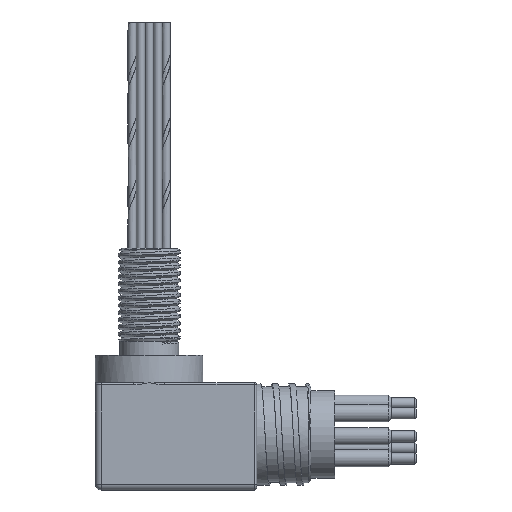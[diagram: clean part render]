
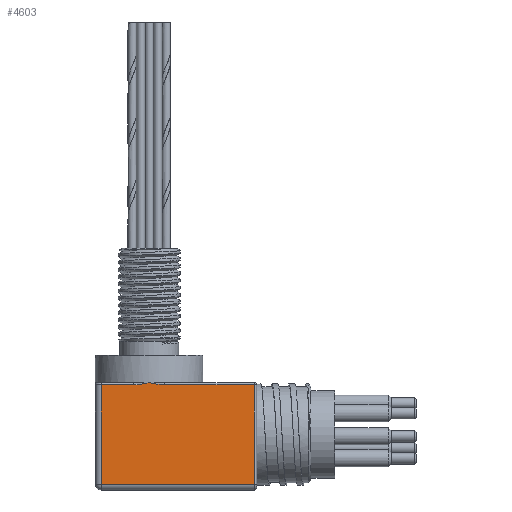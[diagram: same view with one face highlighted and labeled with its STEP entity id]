
A CAD part, front view. The second image highlights one B-rep face of the part: STEP entity #4603.
In plain terms, the highlighted planar face has unit normal (0, -1, 0).
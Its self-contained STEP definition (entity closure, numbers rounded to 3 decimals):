
#381=PLANE($,#4889);
#643=FACE_OUTER_BOUND($,#985,.T.);
#985=EDGE_LOOP($,(#4012,#4013,#4014,#4015,#4016,#4017,#4018));
#1292=LINE($,#11802,#1596);
#1299=LINE($,#11830,#1603);
#1306=LINE($,#11893,#1610);
#1311=LINE($,#12086,#1615);
#1312=LINE($,#12087,#1616);
#1596=VECTOR($,#5649,15.872);
#1603=VECTOR($,#5682,17.6);
#1610=VECTOR($,#5711,5.772);
#1615=VECTOR($,#5746,17.6);
#1616=VECTOR($,#5747,27.1);
#1819=B_SPLINE_CURVE_WITH_KNOTS($,3,(#11867,#11868,#11869,#11870,#11871,
#11872),.UNSPECIFIED.,.F.,.F.,(4,2,4),(-0.001,0.,0.274),
 .UNSPECIFIED.);
#1821=B_SPLINE_CURVE_WITH_KNOTS($,3,(#11956,#11957,#11958,#11959,#11960,
#11961),.UNSPECIFIED.,.F.,.F.,(4,2,4),(0.537,0.811,
0.813),.UNSPECIFIED.);
#2207=VERTEX_POINT($,#11795);
#2209=VERTEX_POINT($,#11800);
#2217=VERTEX_POINT($,#11824);
#2218=VERTEX_POINT($,#11865);
#2223=VERTEX_POINT($,#11883);
#2225=VERTEX_POINT($,#11889);
#2237=VERTEX_POINT($,#12085);
#2794=EDGE_CURVE($,#2209,#2207,#1292,.T.);
#2809=EDGE_CURVE($,#2207,#2217,#1299,.T.);
#2814=EDGE_CURVE($,#2218,#2209,#1819,.T.);
#2824=EDGE_CURVE($,#2223,#2225,#1306,.T.);
#2827=EDGE_CURVE($,#2225,#2218,#1821,.T.);
#2845=EDGE_CURVE($,#2237,#2223,#1311,.T.);
#2846=EDGE_CURVE($,#2217,#2237,#1312,.T.);
#4012=ORIENTED_EDGE($,*,*,#2809,.F.);
#4013=ORIENTED_EDGE($,*,*,#2794,.F.);
#4014=ORIENTED_EDGE($,*,*,#2814,.F.);
#4015=ORIENTED_EDGE($,*,*,#2827,.F.);
#4016=ORIENTED_EDGE($,*,*,#2824,.F.);
#4017=ORIENTED_EDGE($,*,*,#2845,.F.);
#4018=ORIENTED_EDGE($,*,*,#2846,.F.);
#4603=ADVANCED_FACE($,(#643),#381,.T.);
#4889=AXIS2_PLACEMENT_3D($,#12084,#5744,#5745);
#5649=DIRECTION($,(1.,0.,0.));
#5682=DIRECTION($,(0.,0.,-1.));
#5711=DIRECTION($,(1.,0.,0.));
#5744=DIRECTION('center_axis',(0.,-1.,0.));
#5745=DIRECTION('ref_axis',(0.,0.,-1.));
#5746=DIRECTION($,(0.,0.,1.));
#5747=DIRECTION($,(-1.,0.,0.));
#11795=CARTESIAN_POINT('',(18.6,-9.5,-0.4));
#11800=CARTESIAN_POINT('',(2.728,-9.5,-0.4));
#11802=CARTESIAN_POINT($,(-2.375,-9.5,-0.4));
#11824=CARTESIAN_POINT('',(18.6,-9.5,-18.));
#11830=CARTESIAN_POINT($,(18.6,-9.5,0.));
#11865=CARTESIAN_POINT('',(0.,-9.5,0.));
#11867=CARTESIAN_POINT('Ctrl Pts',(0.,-9.5,0.));
#11868=CARTESIAN_POINT('Ctrl Pts',(0.004,-9.5,-0.001));
#11869=CARTESIAN_POINT('Ctrl Pts',(0.009,-9.5,-0.002));
#11870=CARTESIAN_POINT('Ctrl Pts',(0.909,-9.5,
-0.188));
#11871=CARTESIAN_POINT('Ctrl Pts',(1.813,-9.5,-0.4));
#11872=CARTESIAN_POINT('Ctrl Pts',(2.728,-9.5,-0.4));
#11883=CARTESIAN_POINT('',(-8.5,-9.5,-0.4));
#11889=CARTESIAN_POINT('',(-2.728,-9.5,-0.4));
#11893=CARTESIAN_POINT($,(-2.375,-9.5,-0.4));
#11956=CARTESIAN_POINT('Ctrl Pts',(-2.728,-9.5,-0.4));
#11957=CARTESIAN_POINT('Ctrl Pts',(-1.813,-9.5,-0.4));
#11958=CARTESIAN_POINT('Ctrl Pts',(-0.909,-9.5,
-0.187));
#11959=CARTESIAN_POINT('Ctrl Pts',(-0.009,-9.5,-0.002));
#11960=CARTESIAN_POINT('Ctrl Pts',(-0.004,-9.5,-0.001));
#11961=CARTESIAN_POINT('Ctrl Pts',(0.,-9.5,0.));
#12084=CARTESIAN_POINT('Origin',(-9.5,-9.5,0.));
#12085=CARTESIAN_POINT('',(-8.5,-9.5,-18.));
#12086=CARTESIAN_POINT($,(-8.5,-9.5,0.));
#12087=CARTESIAN_POINT($,(-2.375,-9.5,-18.));
